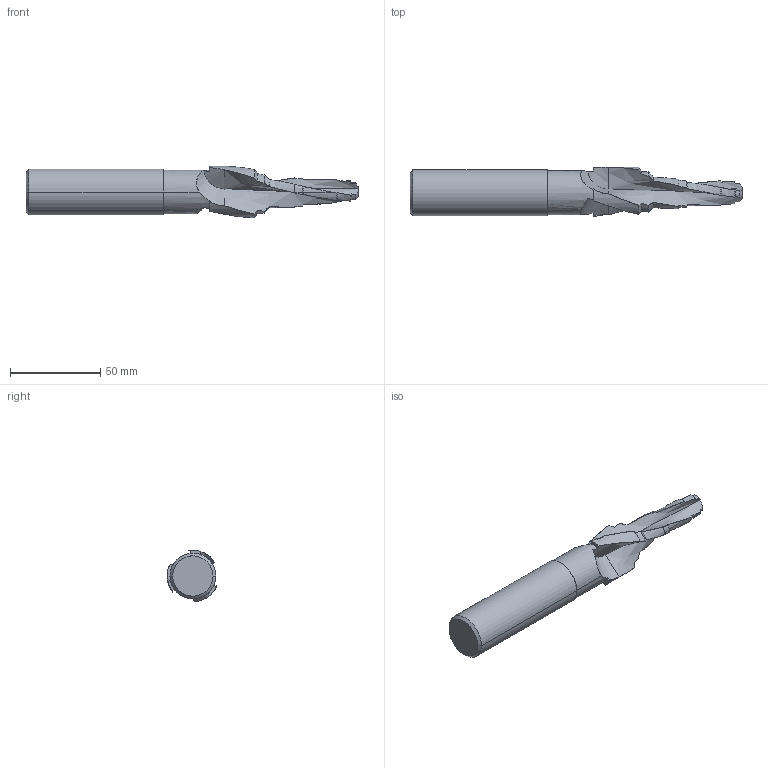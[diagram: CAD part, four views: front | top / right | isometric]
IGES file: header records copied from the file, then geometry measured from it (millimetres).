
Start section: SolidWorks IGES file using analytic representation for surfaces
Global section: file name: T-163-D-HSS.IGS; native system: SolidWorks 2014; preprocessor: SolidWorks 2014; author: Martin; date: 170619.134802; units: inch
Bounding box: 184.15 x 27.54 x 28.48 mm (x, y, z)
Surface area: 14585.1 mm2 (no closed solid volume)
Topology: 0 solids, 0 shells, 74 faces, 864 edges, 860 vertices
Faces by surface type: revolution 59, bspline 15
